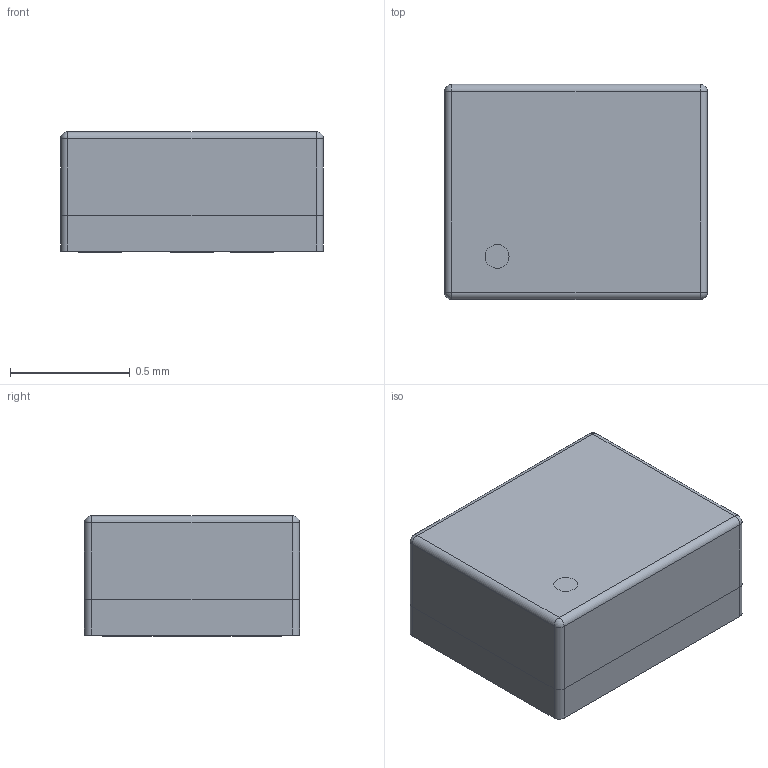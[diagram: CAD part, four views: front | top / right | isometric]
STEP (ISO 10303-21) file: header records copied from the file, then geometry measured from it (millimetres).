
FILE_DESCRIPTION(/* description */ ('model of Filter_1109-5_1.1x0.9mm'),/* implementation_level */ '2;1');
FILE_NAME(/* name */ 'Filter_1109-5_1.1x0.9mm.step',/* time_stamp */ '2019-04-06T14:13:36',/* author */ ('kicad StepUp','ksu'),/* organization */ ('FreeCAD'),/* preprocessor_version */ 'OCC',/* originating_system */ 'kicad StepUp',/* authorisation */ '');
FILE_SCHEMA(('AUTOMOTIVE_DESIGN { 1 0 10303 214 1 1 1 1 }'));
Length unit declared in the file: millimetre
Products named in the file (1): A_Filter_1109_5_11x09mm
Bounding box: 1.1 x 0.9 x 0.51 mm (x, y, z)
Volume: 0.5 mm3; surface area: 3.9 mm2
Topology: 1 solids, 1 shells, 52 faces, 117 edges, 69 vertices
Faces by surface type: plane 36, cylinder 12, sphere 4
Entity records: 1025 total; most frequent: ORIENTED_EDGE 202, CARTESIAN_POINT 118, EDGE_CURVE 113, LINE 92, AXIS2_PLACEMENT_3D 70, VERTEX_POINT 69, FACE_BOUND 58, EDGE_LOOP 58
